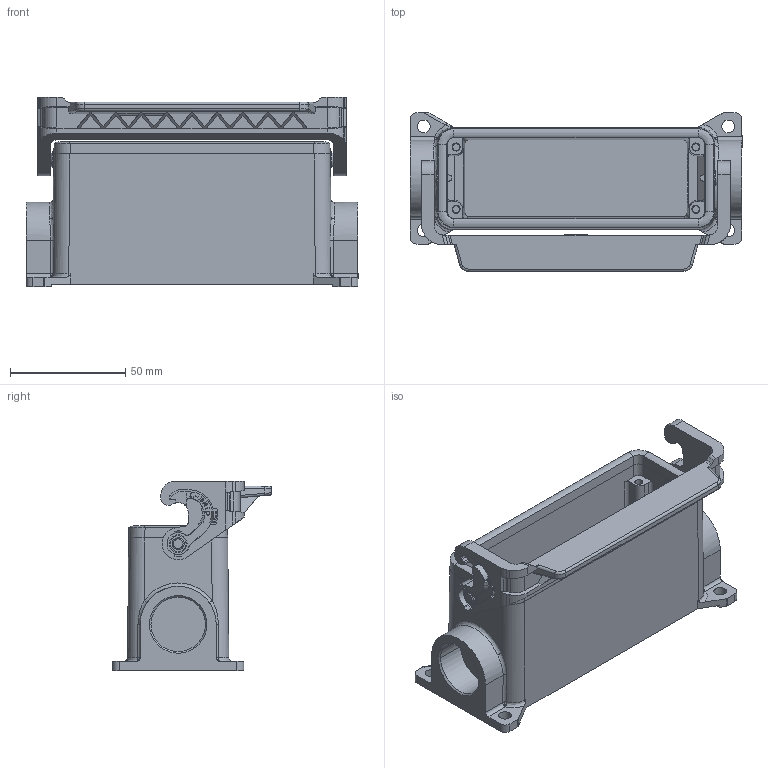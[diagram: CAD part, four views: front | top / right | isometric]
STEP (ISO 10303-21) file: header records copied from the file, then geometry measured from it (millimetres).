
FILE_DESCRIPTION(('Creo Elements/Direct Modeling STEP Export'),'2;1');
FILE_NAME('37jbk2e5pko7ur41728','2023-03-09T16:31:54',(''),(''),'Creo Elements/Direct Modeling STEP processor for AP214 (Solid Model)','Creo Elements/Direct Modeling 20.1B 02-Apr-2019 (C) Parametric Technology GmbH','');
FILE_SCHEMA(('AUTOMOTIVE_DESIGN { 1 0 10303 214 1 1 1 1 }'));
Products named in the file (2): MLP 24 L25
Assembly tree (1 placements, depth 2):
  MLP 24 L25
    MLP 24 L25
Bounding box: 144 x 69 x 82 mm (x, y, z)
Volume: 134965.3 mm3; surface area: 70675.3 mm2
Topology: 1 solids, 1 shells, 1095 faces, 2928 edges, 1889 vertices
Faces by surface type: plane 650, cylinder 297, cone 64, torus 46, bspline 38
Entity records: 50172 total; most frequent: CARTESIAN_POINT 14608, ORIENTED_EDGE 5856, DIRECTION 5221, EDGE_CURVE 2928, VECTOR 2019, LINE 2019, VERTEX_POINT 1889, AXIS2_PLACEMENT_3D 1601
